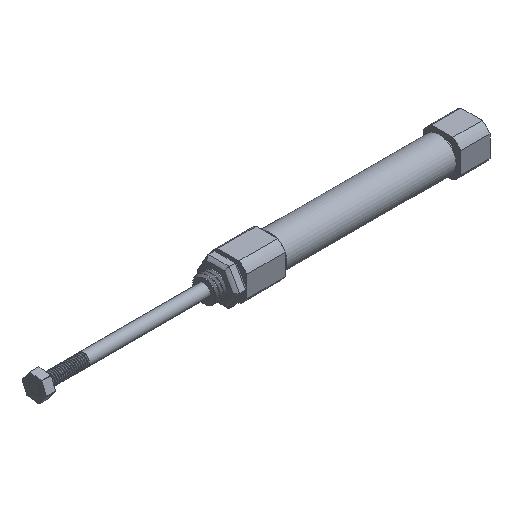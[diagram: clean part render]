
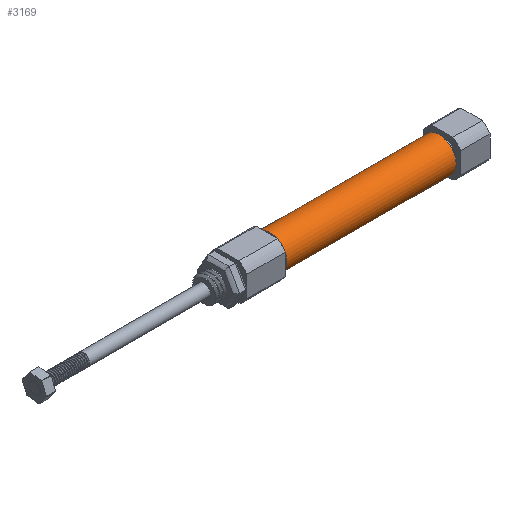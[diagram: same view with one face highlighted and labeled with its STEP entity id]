
A CAD part, isometric view. The second image highlights one B-rep face of the part: STEP entity #3169.
In plain terms, the highlighted cylindrical face has radius 5.5 mm (diameter 11 mm), a full revolution.
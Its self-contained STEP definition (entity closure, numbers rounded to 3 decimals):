
#161=FACE_OUTER_BOUND('',#355,.T.);
#355=EDGE_LOOP('',(#2318,#2319,#2320,#2321));
#511=CIRCLE('',#3392,5.5);
#513=CIRCLE('',#3395,5.5);
#874=LINE('',#7579,#1038);
#1038=VECTOR('',#3771,5.5);
#1263=VERTEX_POINT('',#7569);
#1265=VERTEX_POINT('',#7574);
#1649=EDGE_CURVE('',#1263,#1263,#511,.T.);
#1651=EDGE_CURVE('',#1265,#1265,#513,.T.);
#1653=EDGE_CURVE('',#1265,#1263,#874,.T.);
#2318=ORIENTED_EDGE('',*,*,#1651,.F.);
#2319=ORIENTED_EDGE('',*,*,#1653,.T.);
#2320=ORIENTED_EDGE('',*,*,#1649,.T.);
#2321=ORIENTED_EDGE('',*,*,#1653,.F.);
#3026=CYLINDRICAL_SURFACE('',#3397,5.5);
#3169=ADVANCED_FACE('',(#161),#3026,.T.);
#3392=AXIS2_PLACEMENT_3D('',#7570,#3759,#3760);
#3395=AXIS2_PLACEMENT_3D('',#7575,#3765,#3766);
#3397=AXIS2_PLACEMENT_3D('',#7578,#3769,#3770);
#3759=DIRECTION('center_axis',(-1.,0.,0.));
#3760=DIRECTION('ref_axis',(0.,0.,-1.));
#3765=DIRECTION('center_axis',(-1.,0.,0.));
#3766=DIRECTION('ref_axis',(0.,0.,-1.));
#3769=DIRECTION('center_axis',(-1.,0.,0.));
#3770=DIRECTION('ref_axis',(0.,0.,-1.));
#3771=DIRECTION('',(1.,0.,0.));
#7569=CARTESIAN_POINT('',(-10.5,0.,5.5));
#7570=CARTESIAN_POINT('Origin',(-10.5,0.,0.));
#7574=CARTESIAN_POINT('',(-65.5,0.,5.5));
#7575=CARTESIAN_POINT('Origin',(-65.5,0.,0.));
#7578=CARTESIAN_POINT('Origin',(0.,0.,0.));
#7579=CARTESIAN_POINT('',(0.,0.,5.5));
